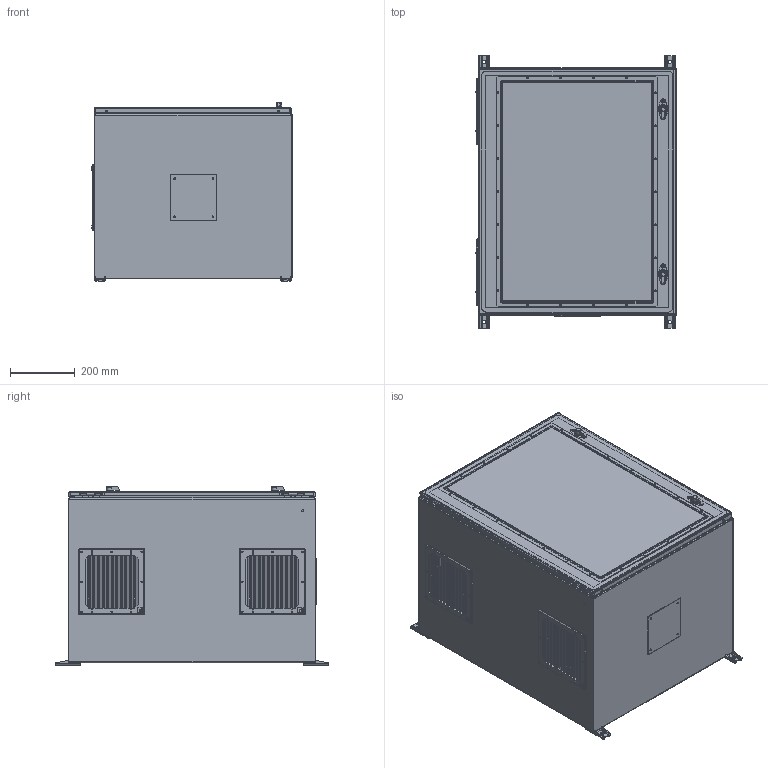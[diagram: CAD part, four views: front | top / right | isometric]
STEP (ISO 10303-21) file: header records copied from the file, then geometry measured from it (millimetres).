
FILE_DESCRIPTION((''),'2;1');
FILE_NAME('LKCO-Enclosure- wall.stp','2014-11-04T16:53:27',('fem'),(''),'Autodesk Inventor 2012','Autodesk Inventor 2012','');
FILE_SCHEMA(('AUTOMOTIVE_DESIGN { 1 0 10303 214 1 1 1 1 }'));
Length unit declared in the file: inch
Products named in the file (45): LKCO-Enclosure- wall; csd302420wlg; 87543027; 87938137_weldment; 87931362_87931362; 87938007; 87938109; 89082407; 64101001; 64203001; 64210001; 64202001; 64201001; 87541995; 87541994_Installed Height; 87927840_87927840; 87559406; 87543489; 64278004; 87929507; 87929769_Installed on Pin; 87929767; 89046141; 23271001_After Weld; 99401225; 64406014_default; 87756264_default; 89046883; 89000026; 64332007; cmfk; Hoffman Lock - llkwk; sf0916414; Luefter_LV200 Komplett_Default1; Flachkopfschraube ISO 7045_ISO 7045 - M4 x 10 - Z --- 10C; Lueftergehause_Default1; Luefter_Default1; Schutzgitter_Default1; Teil2^Luefter_LV200 Komplett_Default1; Flachkopfschraube ISO 7045_ISO 7045 - M4 x 5 - Z --- 5N1 ...
Assembly tree (89 placements, depth 4):
  LKCO-Enclosure- wall
    csd302420wlg
      87543027  x2
      87938137_weldment
        87931362_87931362  x26
        87938007
        87938109
        89082407
      64101001  x2
        64203001
        64210001
        64202001
        64201001
        87541995
        87541994_Installed Height
        87927840_87927840
      87559406  x2
      87543489  x2
      64278004  x2
      87929507  x2
        87929769_Installed on Pin
        87929767
      89046141
        23271001_After Weld  x4
        99401225
        64406014_default  x2
        87756264_default
      89046883
        89000026
        64332007
    cmfk  x4
    Hoffman Lock - llkwk  x2
    sf0916414
      Luefter_LV200 Komplett_Default1
        Flachkopfschraube ISO 7045_ISO 7045 - M4 x 10 - Z --- 10C  x4
        Lueftergehause_Default1
        Luefter_Default1
        Schutzgitter_Default1
        Teil2^Luefter_LV200 Komplett_Default1
        Flachkopfschraube ISO 7045_ISO 7045 - M4 x 5 - Z --- 5N1
        Klemme1
      Flachkopfschraube ISO 7045_ISO 7045 - M4 x 35 - Z --- 35C  x4
      GV300
    sg0900404
    044560_1
Bounding box: 616.1 x 839.77 x 549.04 mm (x, y, z)
Volume: 6641108.2 mm3; surface area: 5720697.3 mm2
Topology: 74 solids, 337 shells, 4605 faces, 12330 edges, 8133 vertices
Faces by surface type: plane 2296, cylinder 1528, bspline 448, torus 187, cone 129, sphere 17
Full cylindrical faces by diameter (mm): 0.635 x26, 1.372 x4, 1.6 x12, 2 x2, 2.5 x16, 2.981 x4, 3.3 x9, 3.81 x2, 3.988 x26, 4 x9, 4.191 x2, 4.2 x6, 4.365 x4, 4.5 x24, 4.75 x2, 4.826 x4, 5 x28, 5.105 x22, 5.563 x4, 5.994 x2, 6 x1, 6.096 x6, 6.35 x4, 7.112 x4, 7.366 x4, 7.671 x4, 7.864 x4, 8 x9, 8.382 x4, 9.119 x4
Entity records: 122035 total; most frequent: CARTESIAN_POINT 36009, ORIENTED_EDGE 17023, DIRECTION 17017, EDGE_CURVE 8794, VERTEX_POINT 5851, VECTOR 5699, LINE 5699, AXIS2_PLACEMENT_3D 5659
